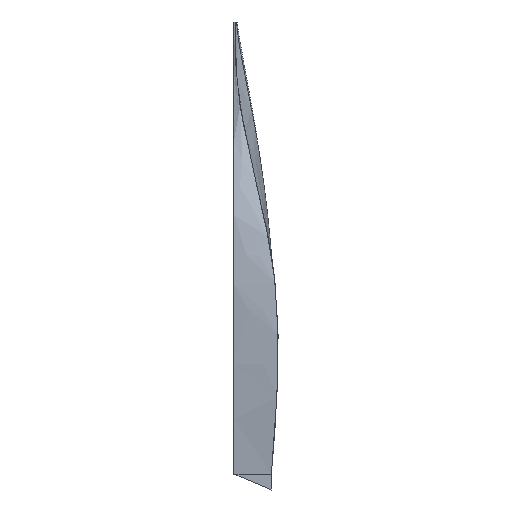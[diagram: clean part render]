
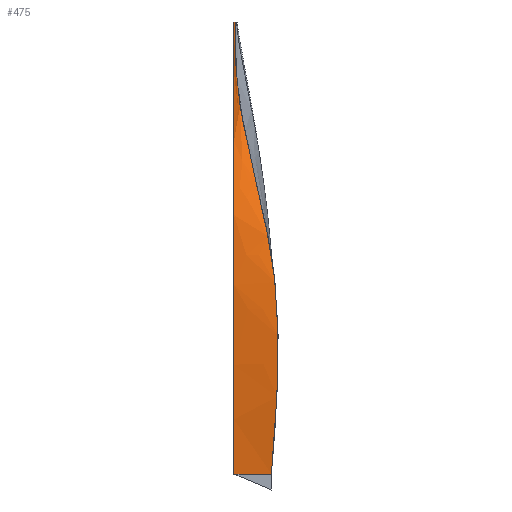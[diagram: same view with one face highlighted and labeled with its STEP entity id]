
A CAD part, left-side view. The second image highlights one B-rep face of the part: STEP entity #475.
In plain terms, the highlighted free-form (B-spline) face has degree [3, 3] with [4, 6] control points.
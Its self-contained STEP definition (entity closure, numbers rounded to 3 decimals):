
#475 = ADVANCED_FACE('',(#476),#514,.T.);
#476 = FACE_BOUND('',#477,.T.);
#477 = EDGE_LOOP('',(#478,#487,#498,#505));
#478 = ORIENTED_EDGE('',*,*,#479,.T.);
#479 = EDGE_CURVE('',#480,#482,#484,.T.);
#480 = VERTEX_POINT('',#481);
#481 = CARTESIAN_POINT('',(-197.709,48.143,0.));
#482 = VERTEX_POINT('',#483);
#483 = CARTESIAN_POINT('',(-197.709,-48.143,0.));
#484 = B_SPLINE_CURVE_WITH_KNOTS('',1,(#485,#486),.UNSPECIFIED.,.F.,.F.,
  (2,2),(0.,75.),.PIECEWISE_BEZIER_KNOTS.);
#485 = CARTESIAN_POINT('',(-197.709,48.143,0.));
#486 = CARTESIAN_POINT('',(-197.709,-48.143,0.));
#487 = ORIENTED_EDGE('',*,*,#488,.T.);
#488 = EDGE_CURVE('',#482,#489,#491,.T.);
#489 = VERTEX_POINT('',#490);
#490 = CARTESIAN_POINT('',(-17.79,44.99,
    1160.467));
#491 = B_SPLINE_CURVE_WITH_KNOTS('',3,(#492,#493,#494,#495,#496,#497),
  .UNSPECIFIED.,.F.,.F.,(4,1,1,4),(0.,0.478,0.808,1.),
  .UNSPECIFIED.);
#492 = CARTESIAN_POINT('',(-197.709,-48.143,0.));
#493 = CARTESIAN_POINT('',(-221.316,-63.796,
    191.737));
#494 = CARTESIAN_POINT('',(-248.93,-87.046,
    505.479));
#495 = CARTESIAN_POINT('',(-84.237,36.698,
    890.034));
#496 = CARTESIAN_POINT('',(-35.305,47.696,
    1085.706));
#497 = CARTESIAN_POINT('',(-17.79,44.99,
    1160.467));
#498 = ORIENTED_EDGE('',*,*,#499,.T.);
#499 = EDGE_CURVE('',#489,#500,#502,.T.);
#500 = VERTEX_POINT('',#501);
#501 = CARTESIAN_POINT('',(-26.455,48.143,
    1160.467));
#502 = B_SPLINE_CURVE_WITH_KNOTS('',1,(#503,#504),.UNSPECIFIED.,.F.,.F.,
  (2,2),(0.,7.182),.PIECEWISE_BEZIER_KNOTS.);
#503 = CARTESIAN_POINT('',(-17.79,44.99,
    1160.467));
#504 = CARTESIAN_POINT('',(-26.455,48.143,
    1160.467));
#505 = ORIENTED_EDGE('',*,*,#506,.T.);
#506 = EDGE_CURVE('',#500,#480,#507,.T.);
#507 = B_SPLINE_CURVE_WITH_KNOTS('',3,(#508,#509,#510,#511,#512,#513),
  .UNSPECIFIED.,.F.,.F.,(4,1,1,4),(0.,0.192,0.522,1.),
  .UNSPECIFIED.);
#508 = CARTESIAN_POINT('',(-26.455,48.143,
    1160.467));
#509 = CARTESIAN_POINT('',(-62.902,48.143,
    1089.512));
#510 = CARTESIAN_POINT('',(-136.862,48.143,
    886.823));
#511 = CARTESIAN_POINT('',(-223.968,48.143,
    508.007));
#512 = CARTESIAN_POINT('',(-214.354,48.143,
    188.843));
#513 = CARTESIAN_POINT('',(-197.709,48.143,0.));
#514 = B_SPLINE_SURFACE_WITH_KNOTS('',3,3,(
    (#515,#516,#517,#518,#519,#520)
    ,(#521,#522,#523,#524,#525,#526)
    ,(#527,#528,#529,#530,#531,#532)
    ,(#533,#534,#535,#536,#537,#538
    )),.UNSPECIFIED.,.F.,.F.,.F.,(4,4),(4,1,1,4),(0.,1.),(0.,
    0.478,0.808,1.),.UNSPECIFIED.);
#515 = CARTESIAN_POINT('',(-197.709,48.143,0.));
#516 = CARTESIAN_POINT('',(-214.354,48.143,
    188.843));
#517 = CARTESIAN_POINT('',(-223.968,48.143,
    508.007));
#518 = CARTESIAN_POINT('',(-136.862,48.143,
    886.823));
#519 = CARTESIAN_POINT('',(-62.902,48.143,
    1089.512));
#520 = CARTESIAN_POINT('',(-26.455,48.143,
    1160.467));
#521 = CARTESIAN_POINT('',(-197.709,16.048,0.));
#522 = CARTESIAN_POINT('',(-216.674,10.83,
    189.808));
#523 = CARTESIAN_POINT('',(-232.288,3.08,507.164)
  );
#524 = CARTESIAN_POINT('',(-119.32,44.328,
    887.893));
#525 = CARTESIAN_POINT('',(-53.703,47.994,
    1088.243));
#526 = CARTESIAN_POINT('',(-23.566,47.092,
    1160.467));
#527 = CARTESIAN_POINT('',(-197.709,-16.048,0.));
#528 = CARTESIAN_POINT('',(-218.995,-26.483,
    190.773));
#529 = CARTESIAN_POINT('',(-240.609,-41.983,
    506.322));
#530 = CARTESIAN_POINT('',(-101.779,40.513,
    888.963));
#531 = CARTESIAN_POINT('',(-44.504,47.845,
    1086.975));
#532 = CARTESIAN_POINT('',(-20.678,46.041,
    1160.467));
#533 = CARTESIAN_POINT('',(-197.709,-48.143,0.));
#534 = CARTESIAN_POINT('',(-221.316,-63.796,
    191.737));
#535 = CARTESIAN_POINT('',(-248.93,-87.046,
    505.479));
#536 = CARTESIAN_POINT('',(-84.237,36.698,
    890.034));
#537 = CARTESIAN_POINT('',(-35.305,47.696,
    1085.706));
#538 = CARTESIAN_POINT('',(-17.79,44.99,
    1160.467));
